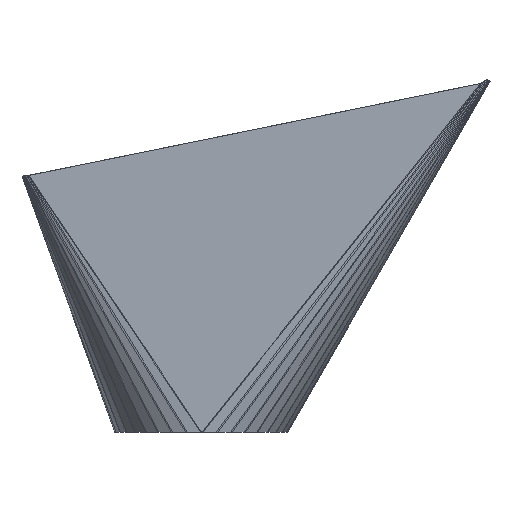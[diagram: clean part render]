
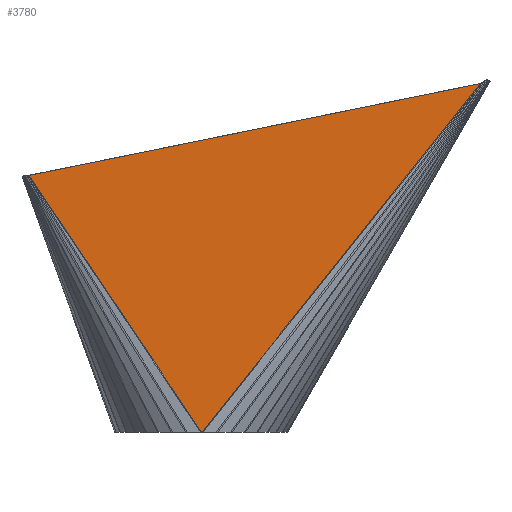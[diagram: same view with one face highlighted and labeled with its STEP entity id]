
A CAD part, front view. The second image highlights one B-rep face of the part: STEP entity #3780.
In plain terms, the highlighted planar face has unit normal (0.005, -1, -0.026).
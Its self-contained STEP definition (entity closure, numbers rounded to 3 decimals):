
#178=PLANE('',#4226);
#382=FACE_OUTER_BOUND('',#666,.T.);
#666=EDGE_LOOP('',(#3041,#3042,#3043,#3044));
#916=LINE('',#5791,#1289);
#1036=LINE('',#6186,#1409);
#1037=LINE('',#6189,#1410);
#1038=LINE('',#6190,#1411);
#1289=VECTOR('',#4724,453.735);
#1409=VECTOR('',#5154,654.331);
#1410=VECTOR('',#5159,675.172);
#1411=VECTOR('',#5160,0.033);
#1822=VERTEX_POINT('',#5785);
#1824=VERTEX_POINT('',#5789);
#1943=VERTEX_POINT('',#6183);
#1944=VERTEX_POINT('',#6185);
#2152=EDGE_CURVE('',#1822,#1824,#916,.T.);
#2349=EDGE_CURVE('',#1943,#1944,#1036,.T.);
#2351=EDGE_CURVE('',#1822,#1943,#1037,.T.);
#2352=EDGE_CURVE('',#1824,#1944,#1038,.T.);
#3041=ORIENTED_EDGE('',*,*,#2351,.F.);
#3042=ORIENTED_EDGE('',*,*,#2152,.T.);
#3043=ORIENTED_EDGE('',*,*,#2352,.T.);
#3044=ORIENTED_EDGE('',*,*,#2349,.F.);
#3780=ADVANCED_FACE('',(#382),#178,.F.);
#4226=AXIS2_PLACEMENT_3D('',#6188,#5157,#5158);
#4724=DIRECTION('',(0.558,0.024,-0.83));
#5154=DIRECTION('',(-0.624,0.017,-0.781));
#5157=DIRECTION('center_axis',(-0.005,1.,0.026));
#5158=DIRECTION('ref_axis',(0.,-0.026,1.));
#5159=DIRECTION('',(0.98,0.,0.199));
#5160=DIRECTION('',(1.,0.005,0.));
#5785=CARTESIAN_POINT('',(-252.481,-137.5,376.429));
#5789=CARTESIAN_POINT('',(0.61,-126.438,0.));
#5791=CARTESIAN_POINT('',(-252.481,-137.5,376.429));
#6183=CARTESIAN_POINT('',(409.137,-137.5,511.036));
#6185=CARTESIAN_POINT('',(0.642,-126.438,0.));
#6186=CARTESIAN_POINT('',(409.137,-137.5,511.036));
#6188=CARTESIAN_POINT('Origin',(-252.481,-137.5,376.429));
#6189=CARTESIAN_POINT('',(-262.749,-137.5,374.34));
#6190=CARTESIAN_POINT('',(-0.025,-126.442,0.));
